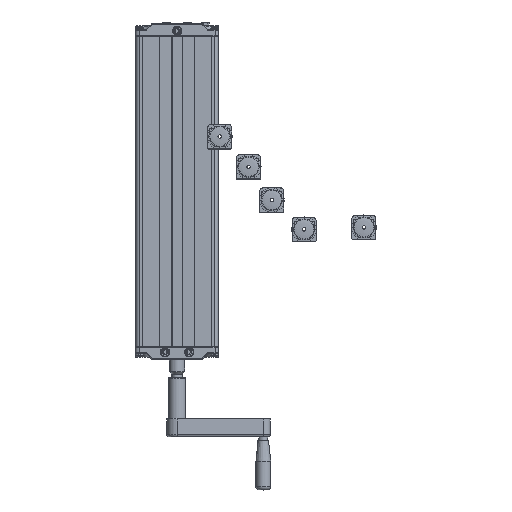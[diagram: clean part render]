
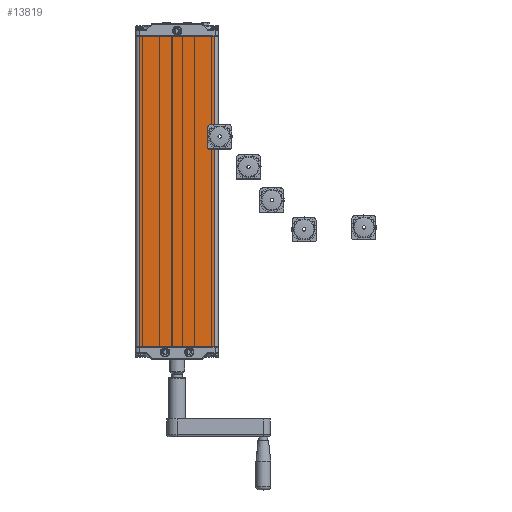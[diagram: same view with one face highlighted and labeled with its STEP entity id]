
A CAD part, top view. The second image highlights one B-rep face of the part: STEP entity #13819.
In plain terms, the highlighted planar face has unit normal (0, 0, 1).
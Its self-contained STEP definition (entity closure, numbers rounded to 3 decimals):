
#2093=FACE_OUTER_BOUND('',#2957,.T.);
#2957=EDGE_LOOP('',(#9279,#9280,#9281,#9282));
#3893=LINE('',#21732,#4875);
#3894=LINE('',#21734,#4876);
#3895=LINE('',#21736,#4877);
#3896=LINE('',#21737,#4878);
#4875=VECTOR('',#17018,449.5);
#4876=VECTOR('',#17019,108.);
#4877=VECTOR('',#17020,449.5);
#4878=VECTOR('',#17021,108.);
#5857=VERTEX_POINT('',#21730);
#5858=VERTEX_POINT('',#21731);
#5859=VERTEX_POINT('',#21733);
#5860=VERTEX_POINT('',#21735);
#7160=EDGE_CURVE('',#5857,#5858,#3893,.F.);
#7161=EDGE_CURVE('',#5858,#5859,#3894,.T.);
#7162=EDGE_CURVE('',#5859,#5860,#3895,.T.);
#7163=EDGE_CURVE('',#5860,#5857,#3896,.F.);
#9279=ORIENTED_EDGE('',*,*,#7160,.T.);
#9280=ORIENTED_EDGE('',*,*,#7161,.T.);
#9281=ORIENTED_EDGE('',*,*,#7162,.T.);
#9282=ORIENTED_EDGE('',*,*,#7163,.T.);
#13517=PLANE('',#15146);
#13819=ADVANCED_FACE('',(#2093),#13517,.T.);
#15146=AXIS2_PLACEMENT_3D('',#21729,#17016,#17017);
#17016=DIRECTION('center_axis',(0.,0.,1.));
#17017=DIRECTION('ref_axis',(1.,0.,0.));
#17018=DIRECTION('',(0.,-1.,0.));
#17019=DIRECTION('',(-1.,0.,0.));
#17020=DIRECTION('',(0.,-1.,0.));
#17021=DIRECTION('',(-1.,0.,0.));
#21729=CARTESIAN_POINT('Origin',(60.,450.5,30.));
#21730=CARTESIAN_POINT('',(54.,0.5,30.));
#21731=CARTESIAN_POINT('',(54.,450.,30.));
#21732=CARTESIAN_POINT('',(54.,450.,30.));
#21733=CARTESIAN_POINT('',(-54.,450.,30.));
#21734=CARTESIAN_POINT('',(54.,450.,30.));
#21735=CARTESIAN_POINT('',(-54.,0.5,30.));
#21736=CARTESIAN_POINT('',(-54.,450.,30.));
#21737=CARTESIAN_POINT('',(54.,0.5,30.));
